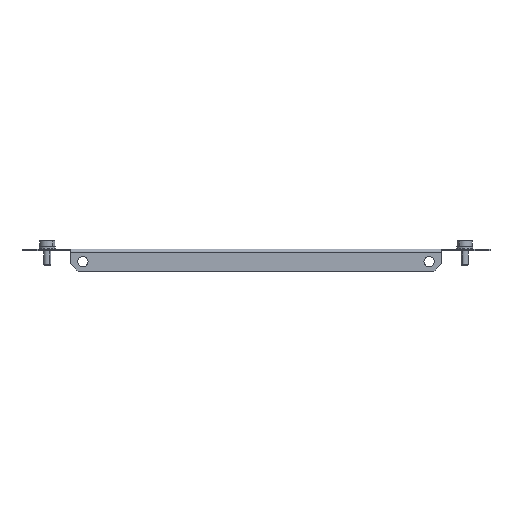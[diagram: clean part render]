
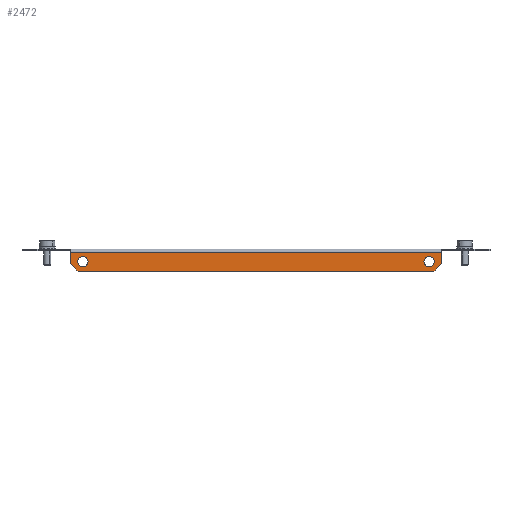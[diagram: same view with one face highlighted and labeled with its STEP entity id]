
A CAD part, front view. The second image highlights one B-rep face of the part: STEP entity #2472.
In plain terms, the highlighted planar face has unit normal (0, -1, 0).
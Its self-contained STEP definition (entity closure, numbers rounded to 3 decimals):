
#14 = EDGE_CURVE ( 'NONE', #3624, #290, #316, .T. ) ;
#37 = AXIS2_PLACEMENT_3D ( 'NONE', #3666, #2533, #4004 ) ;
#76 = ORIENTED_EDGE ( 'NONE', *, *, #4761, .T. ) ;
#134 = CARTESIAN_POINT ( 'NONE',  ( -117.5, -49.5, -9. ) ) ;
#176 = LINE ( 'NONE', #4154, #4079 ) ;
#248 = DIRECTION ( 'NONE',  ( 0., -1., 0. ) ) ;
#270 = DIRECTION ( 'NONE',  ( 0., 1., 0. ) ) ;
#290 = VERTEX_POINT ( 'NONE', #1833 ) ;
#316 = LINE ( 'NONE', #1345, #2027 ) ;
#362 = CARTESIAN_POINT ( 'NONE',  ( 117.5, -49.5, -2. ) ) ;
#410 = CARTESIAN_POINT ( 'NONE',  ( 109.5, -49.5, -11.25 ) ) ;
#493 = DIRECTION ( 'NONE',  ( 0., 0., 1. ) ) ;
#507 = AXIS2_PLACEMENT_3D ( 'NONE', #4692, #4640, #4280 ) ;
#522 = EDGE_CURVE ( 'NONE', #4699, #3624, #4695, .T. ) ;
#563 = CARTESIAN_POINT ( 'NONE',  ( -109.5, -49.5, -4.75 ) ) ;
#768 = ORIENTED_EDGE ( 'NONE', *, *, #3592, .T. ) ;
#782 = ORIENTED_EDGE ( 'NONE', *, *, #14, .T. ) ;
#785 = VECTOR ( 'NONE', #3523, 1000. ) ;
#878 = AXIS2_PLACEMENT_3D ( 'NONE', #4291, #270, #2899 ) ;
#947 = CARTESIAN_POINT ( 'NONE',  ( 0., -49.5, -2. ) ) ;
#1154 = ORIENTED_EDGE ( 'NONE', *, *, #4410, .T. ) ;
#1183 = CARTESIAN_POINT ( 'NONE',  ( 117.5, -49.5, -9. ) ) ;
#1325 = CIRCLE ( 'NONE', #4025, 3.25 ) ;
#1345 = CARTESIAN_POINT ( 'NONE',  ( 0., -49.5, -14. ) ) ;
#1363 = DIRECTION ( 'NONE',  ( 0.707, 0., -0.707 ) ) ;
#1434 = DIRECTION ( 'NONE',  ( 0., 0., -1. ) ) ;
#1657 = EDGE_LOOP ( 'NONE', ( #1813, #4536 ) ) ;
#1666 = FACE_BOUND ( 'NONE', #1657, .T. ) ;
#1776 = EDGE_CURVE ( 'NONE', #4709, #3055, #2121, .T. ) ;
#1813 = ORIENTED_EDGE ( 'NONE', *, *, #3500, .F. ) ;
#1833 = CARTESIAN_POINT ( 'NONE',  ( 112.5, -49.5, -14. ) ) ;
#1980 = VERTEX_POINT ( 'NONE', #3398 ) ;
#2017 = ORIENTED_EDGE ( 'NONE', *, *, #1776, .T. ) ;
#2027 = VECTOR ( 'NONE', #2532, 1000. ) ;
#2039 = CIRCLE ( 'NONE', #878, 3.25 ) ;
#2121 = CIRCLE ( 'NONE', #37, 3.25 ) ;
#2140 = DIRECTION ( 'NONE',  ( 0., 0., 1. ) ) ;
#2239 = EDGE_CURVE ( 'NONE', #3055, #4709, #2039, .T. ) ;
#2428 = AXIS2_PLACEMENT_3D ( 'NONE', #4190, #3835, #4599 ) ;
#2472 = ADVANCED_FACE ( 'NONE', ( #1666, #4552, #2725 ), #3127, .T. ) ;
#2524 = CARTESIAN_POINT ( 'NONE',  ( -109.5, -49.5, -11.25 ) ) ;
#2532 = DIRECTION ( 'NONE',  ( 1., 0., 0. ) ) ;
#2533 = DIRECTION ( 'NONE',  ( 0., 1., 0. ) ) ;
#2562 = EDGE_LOOP ( 'NONE', ( #2017, #4273 ) ) ;
#2725 = FACE_OUTER_BOUND ( 'NONE', #3588, .T. ) ;
#2792 = VERTEX_POINT ( 'NONE', #362 ) ;
#2899 = DIRECTION ( 'NONE',  ( 0., 0., 1. ) ) ;
#3013 = ORIENTED_EDGE ( 'NONE', *, *, #3340, .T. ) ;
#3021 = LINE ( 'NONE', #4541, #4635 ) ;
#3031 = CARTESIAN_POINT ( 'NONE',  ( 109.5, -49.5, -4.75 ) ) ;
#3055 = VERTEX_POINT ( 'NONE', #2524 ) ;
#3091 = EDGE_CURVE ( 'NONE', #4020, #4095, #3432, .T. ) ;
#3105 = VECTOR ( 'NONE', #1363, 1000. ) ;
#3120 = DIRECTION ( 'NONE',  ( 0.707, 0., 0.707 ) ) ;
#3127 = PLANE ( 'NONE',  #2428 ) ;
#3195 = CARTESIAN_POINT ( 'NONE',  ( -63.25, -49.5, -63.25 ) ) ;
#3333 = ORIENTED_EDGE ( 'NONE', *, *, #522, .T. ) ;
#3340 = EDGE_CURVE ( 'NONE', #3756, #2792, #3021, .T. ) ;
#3384 = VECTOR ( 'NONE', #1434, 1000. ) ;
#3398 = CARTESIAN_POINT ( 'NONE',  ( -117.5, -49.5, -2. ) ) ;
#3432 = CIRCLE ( 'NONE', #507, 3.25 ) ;
#3500 = EDGE_CURVE ( 'NONE', #4095, #4020, #1325, .T. ) ;
#3523 = DIRECTION ( 'NONE',  ( -1., 0., 0. ) ) ;
#3588 = EDGE_LOOP ( 'NONE', ( #782, #76, #3013, #768, #1154, #3333 ) ) ;
#3592 = EDGE_CURVE ( 'NONE', #2792, #1980, #4242, .T. ) ;
#3623 = CARTESIAN_POINT ( 'NONE',  ( 109.5, -49.5, -8. ) ) ;
#3624 = VERTEX_POINT ( 'NONE', #4083 ) ;
#3666 = CARTESIAN_POINT ( 'NONE',  ( -109.5, -49.5, -8. ) ) ;
#3756 = VERTEX_POINT ( 'NONE', #1183 ) ;
#3835 = DIRECTION ( 'NONE',  ( 0., -1., 0. ) ) ;
#3945 = CARTESIAN_POINT ( 'NONE',  ( -117.5, -49.5, 0. ) ) ;
#4004 = DIRECTION ( 'NONE',  ( 0., 0., 1. ) ) ;
#4020 = VERTEX_POINT ( 'NONE', #410 ) ;
#4025 = AXIS2_PLACEMENT_3D ( 'NONE', #3623, #248, #2140 ) ;
#4079 = VECTOR ( 'NONE', #3120, 1000. ) ;
#4083 = CARTESIAN_POINT ( 'NONE',  ( -112.5, -49.5, -14. ) ) ;
#4095 = VERTEX_POINT ( 'NONE', #3031 ) ;
#4154 = CARTESIAN_POINT ( 'NONE',  ( 63.25, -49.5, -63.25 ) ) ;
#4190 = CARTESIAN_POINT ( 'NONE',  ( 0., -49.5, 0. ) ) ;
#4242 = LINE ( 'NONE', #947, #785 ) ;
#4273 = ORIENTED_EDGE ( 'NONE', *, *, #2239, .T. ) ;
#4280 = DIRECTION ( 'NONE',  ( 0., 0., 1. ) ) ;
#4291 = CARTESIAN_POINT ( 'NONE',  ( -109.5, -49.5, -8. ) ) ;
#4306 = LINE ( 'NONE', #3945, #3384 ) ;
#4410 = EDGE_CURVE ( 'NONE', #1980, #4699, #4306, .T. ) ;
#4536 = ORIENTED_EDGE ( 'NONE', *, *, #3091, .F. ) ;
#4541 = CARTESIAN_POINT ( 'NONE',  ( 117.5, -49.5, 0. ) ) ;
#4552 = FACE_BOUND ( 'NONE', #2562, .T. ) ;
#4599 = DIRECTION ( 'NONE',  ( 0., 0., 1. ) ) ;
#4635 = VECTOR ( 'NONE', #493, 1000. ) ;
#4640 = DIRECTION ( 'NONE',  ( 0., -1., 0. ) ) ;
#4692 = CARTESIAN_POINT ( 'NONE',  ( 109.5, -49.5, -8. ) ) ;
#4695 = LINE ( 'NONE', #3195, #3105 ) ;
#4699 = VERTEX_POINT ( 'NONE', #134 ) ;
#4709 = VERTEX_POINT ( 'NONE', #563 ) ;
#4761 = EDGE_CURVE ( 'NONE', #290, #3756, #176, .T. ) ;
